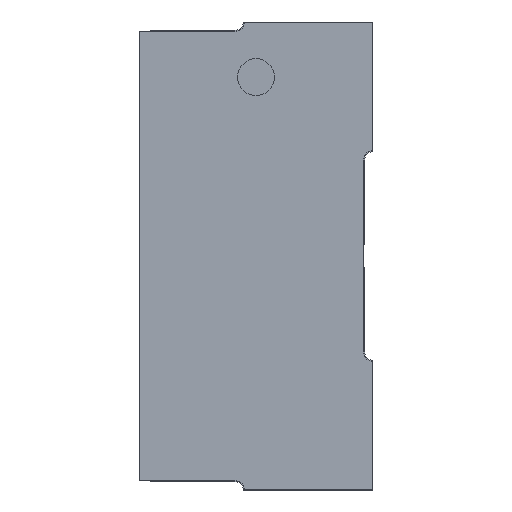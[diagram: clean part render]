
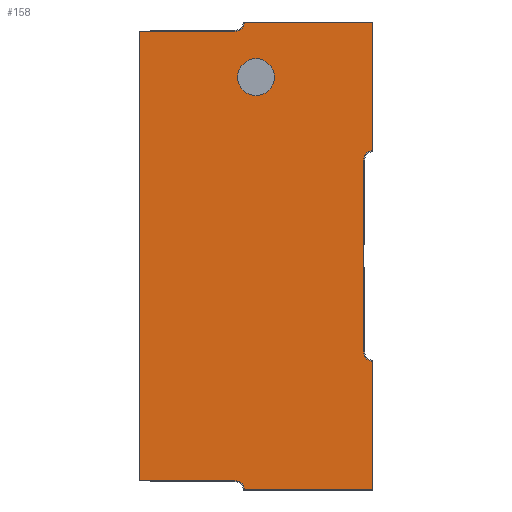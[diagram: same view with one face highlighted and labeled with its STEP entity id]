
A CAD part, top view. The second image highlights one B-rep face of the part: STEP entity #158.
In plain terms, the highlighted planar face has unit normal (0, 0, 1).
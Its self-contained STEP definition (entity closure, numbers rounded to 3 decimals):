
#158=ADVANCED_FACE('',(#986,#988),#990,.T.);
#986=FACE_BOUND('',#987,.T.);
#987=EDGE_LOOP('',(#1634,#1635,#1636,#1637,#1638,#1639,#1640,#1641,#1642,#1643,#1644,
#1645));
#988=FACE_BOUND('',#989,.T.);
#989=EDGE_LOOP('',(#1646));
#990=PLANE('',#991);
#991=AXIS2_PLACEMENT_3D('',#992,#993,#994);
#992=CARTESIAN_POINT('',(0.,0.,0.635));
#993=DIRECTION('',(0.,0.,1.));
#994=DIRECTION('',(1.,0.,0.));
#1634=ORIENTED_EDGE('',*,*,#2046,.T.);
#1635=ORIENTED_EDGE('',*,*,#2047,.T.);
#1636=ORIENTED_EDGE('',*,*,#2048,.T.);
#1637=ORIENTED_EDGE('',*,*,#2049,.T.);
#1638=ORIENTED_EDGE('',*,*,#2050,.T.);
#1639=ORIENTED_EDGE('',*,*,#2051,.T.);
#1640=ORIENTED_EDGE('',*,*,#2052,.T.);
#1641=ORIENTED_EDGE('',*,*,#2053,.T.);
#1642=ORIENTED_EDGE('',*,*,#2054,.T.);
#1643=ORIENTED_EDGE('',*,*,#2055,.T.);
#1644=ORIENTED_EDGE('',*,*,#2056,.T.);
#1645=ORIENTED_EDGE('',*,*,#2057,.T.);
#1646=ORIENTED_EDGE('',*,*,#2058,.T.);
#2046=EDGE_CURVE('',#2252,#2253,#2254,.T.);
#2047=EDGE_CURVE('',#2253,#2255,#2256,.T.);
#2048=EDGE_CURVE('',#2255,#2257,#2258,.T.);
#2049=EDGE_CURVE('',#2257,#2259,#2260,.T.);
#2050=EDGE_CURVE('',#2259,#2261,#2262,.T.);
#2051=EDGE_CURVE('',#2261,#2263,#2264,.T.);
#2052=EDGE_CURVE('',#2263,#2265,#2266,.T.);
#2053=EDGE_CURVE('',#2265,#2267,#2268,.T.);
#2054=EDGE_CURVE('',#2267,#2269,#2270,.T.);
#2055=EDGE_CURVE('',#2269,#2271,#2272,.T.);
#2056=EDGE_CURVE('',#2271,#2273,#2274,.T.);
#2057=EDGE_CURVE('',#2273,#2252,#2275,.T.);
#2058=EDGE_CURVE('',#2276,#2276,#2277,.F.);
#2252=VERTEX_POINT('',#2596);
#2253=VERTEX_POINT('',#2597);
#2254=LINE('',#2598,#2599);
#2255=VERTEX_POINT('',#2601);
#2256=LINE('',#2602,#2603);
#2257=VERTEX_POINT('',#2605);
#2258=CIRCLE('',#2606,0.102);
#2259=VERTEX_POINT('',#2610);
#2260=LINE('',#2611,#2612);
#2261=VERTEX_POINT('',#2614);
#2262=LINE('',#2615,#2616);
#2263=VERTEX_POINT('',#2618);
#2264=LINE('',#2619,#2620);
#2265=VERTEX_POINT('',#2622);
#2266=CIRCLE('',#2623,0.102);
#2267=VERTEX_POINT('',#2627);
#2268=LINE('',#2628,#2629);
#2269=VERTEX_POINT('',#2631);
#2270=LINE('',#2632,#2633);
#2271=VERTEX_POINT('',#2635);
#2272=CIRCLE('',#2636,0.102);
#2273=VERTEX_POINT('',#2640);
#2274=LINE('',#2641,#2642);
#2275=CIRCLE('',#2644,0.102);
#2276=VERTEX_POINT('',#2648);
#2277=CIRCLE('',#2649,0.2);
#2596=CARTESIAN_POINT('',(1.27,1.143,0.635));
#2597=CARTESIAN_POINT('',(1.27,2.54,0.635));
#2598=CARTESIAN_POINT('',(1.27,1.143,0.635));
#2599=VECTOR('',#2600,1.);
#2600=DIRECTION('',(0.,1.,0.));
#2601=CARTESIAN_POINT('',(-0.127,2.54,0.635));
#2602=CARTESIAN_POINT('',(1.27,2.54,0.635));
#2603=VECTOR('',#2604,1.);
#2604=DIRECTION('',(-1.,0.,0.));
#2605=CARTESIAN_POINT('',(-0.229,2.438,0.635));
#2606=AXIS2_PLACEMENT_3D('',#2607,#2608,#2609);
#2607=CARTESIAN_POINT('',(-0.229,2.54,0.635));
#2608=DIRECTION('',(0.,0.,-1.));
#2609=DIRECTION('',(1.,0.,0.));
#2610=CARTESIAN_POINT('',(-1.27,2.438,0.635));
#2611=CARTESIAN_POINT('',(-0.229,2.438,0.635));
#2612=VECTOR('',#2613,1.);
#2613=DIRECTION('',(-1.,0.,0.));
#2614=CARTESIAN_POINT('',(-1.27,-2.438,0.635));
#2615=CARTESIAN_POINT('',(-1.27,2.438,0.635));
#2616=VECTOR('',#2617,1.);
#2617=DIRECTION('',(0.,-1.,0.));
#2618=CARTESIAN_POINT('',(-0.229,-2.438,0.635));
#2619=CARTESIAN_POINT('',(-1.27,-2.438,0.635));
#2620=VECTOR('',#2621,1.);
#2621=DIRECTION('',(1.,0.,0.));
#2622=CARTESIAN_POINT('',(-0.127,-2.54,0.635));
#2623=AXIS2_PLACEMENT_3D('',#2624,#2625,#2626);
#2624=CARTESIAN_POINT('',(-0.229,-2.54,0.635));
#2625=DIRECTION('',(0.,0.,-1.));
#2626=DIRECTION('',(0.,1.,0.));
#2627=CARTESIAN_POINT('',(1.27,-2.54,0.635));
#2628=CARTESIAN_POINT('',(-0.127,-2.54,0.635));
#2629=VECTOR('',#2630,1.);
#2630=DIRECTION('',(1.,0.,0.));
#2631=CARTESIAN_POINT('',(1.27,-1.143,0.635));
#2632=CARTESIAN_POINT('',(1.27,-2.54,0.635));
#2633=VECTOR('',#2634,1.);
#2634=DIRECTION('',(0.,1.,0.));
#2635=CARTESIAN_POINT('',(1.168,-1.041,0.635));
#2636=AXIS2_PLACEMENT_3D('',#2637,#2638,#2639);
#2637=CARTESIAN_POINT('',(1.27,-1.041,0.635));
#2638=DIRECTION('',(0.,0.,-1.));
#2639=DIRECTION('',(0.,-1.,0.));
#2640=CARTESIAN_POINT('',(1.168,1.041,0.635));
#2641=CARTESIAN_POINT('',(1.168,-1.041,0.635));
#2642=VECTOR('',#2643,1.);
#2643=DIRECTION('',(0.,1.,0.));
#2644=AXIS2_PLACEMENT_3D('',#2645,#2646,#2647);
#2645=CARTESIAN_POINT('',(1.27,1.041,0.635));
#2646=DIRECTION('',(0.,0.,-1.));
#2647=DIRECTION('',(-1.,0.,0.));
#2648=CARTESIAN_POINT('',(0.,1.741,0.635));
#2649=AXIS2_PLACEMENT_3D('',#2650,#2651,#2652);
#2650=CARTESIAN_POINT('',(0.,1.941,0.635));
#2651=DIRECTION('',(0.,0.,1.));
#2652=DIRECTION('',(0.,-1.,0.));
